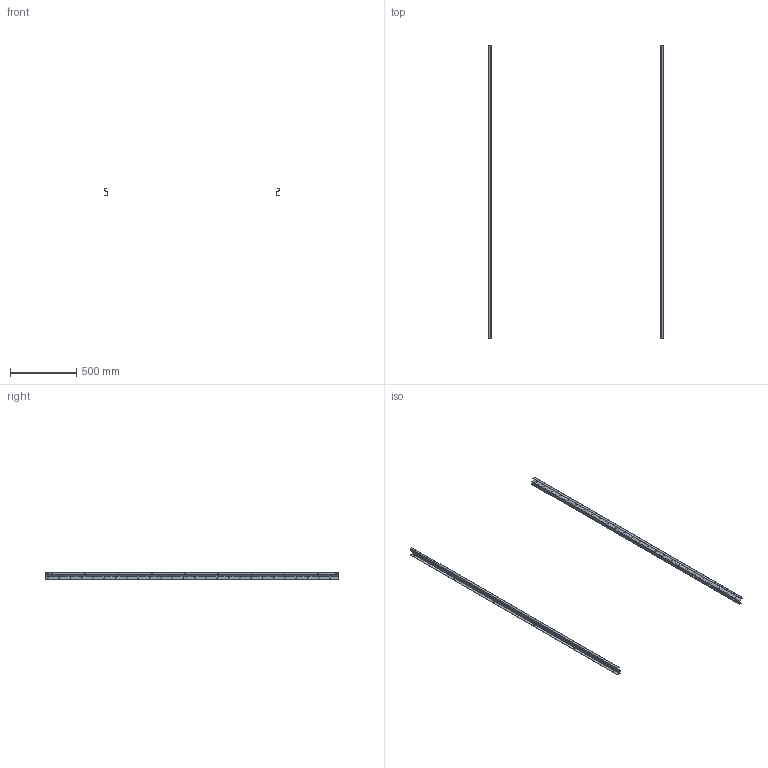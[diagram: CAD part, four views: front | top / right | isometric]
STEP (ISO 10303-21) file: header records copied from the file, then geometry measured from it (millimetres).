
FILE_DESCRIPTION(/* description */ (''),/* implementation_level */ '2;1');
FILE_NAME(/* name */ 'PRT_0031-M_Ex_Split_Carriage.STEP.step',/* time_stamp */ '2023-07-17T10:48:17+03:00',/* author */ (''),/* organization */ (''),/* preprocessor_version */ 'ST-DEVELOPER v19.2',/* originating_system */ 'Autodesk Translation Framework v12.6.0.85',/* authorisation */ '');
FILE_SCHEMA (('AUTOMOTIVE_DESIGN { 1 0 10303 214 3 1 1 }'));
Products named in the file (1): PRT_0015-M_Ex_Split_Carriage.STEP
Bounding box: 1322.88 x 2210 x 58.36 mm (x, y, z)
Surface area: 1015325 mm2 (no closed solid volume)
Topology: 0 solids, 672 shells, 672 faces, 3596 edges, 3596 vertices
Faces by surface type: plane 372, cylinder 196, bspline 104
Entity records: 48191 total; most frequent: CARTESIAN_POINT 20033, DIRECTION 5026, VERTEX_POINT 3596, EDGE_CURVE 3596, ORIENTED_EDGE 3596, LINE 2888, VECTOR 2888, AXIS2_PLACEMENT_3D 1069
